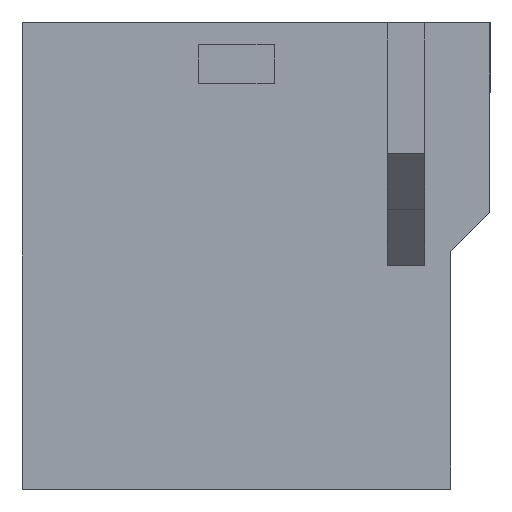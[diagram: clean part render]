
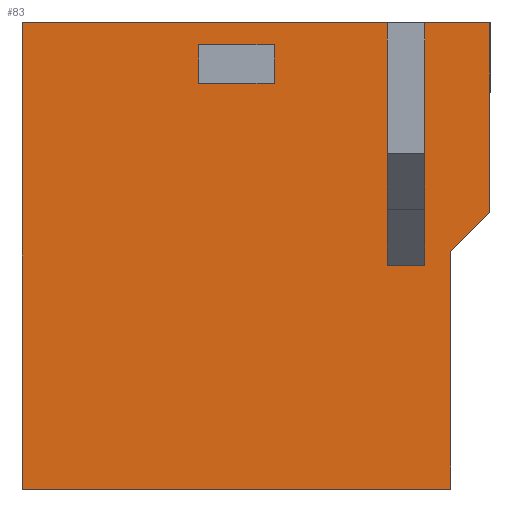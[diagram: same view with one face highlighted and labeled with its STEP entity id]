
A CAD part, left-side view. The second image highlights one B-rep face of the part: STEP entity #83.
In plain terms, the highlighted planar face has unit normal (-1, 0, 0).
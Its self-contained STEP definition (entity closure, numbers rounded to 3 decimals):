
#3 = CARTESIAN_POINT ( 'NONE',  ( -44.8, -16.5, 24. ) ) ;
#12 = DIRECTION ( 'NONE',  ( 0., 1., 0. ) ) ;
#82 = DIRECTION ( 'NONE',  ( 0., -0.707, 0.707 ) ) ;
#83 = ADVANCED_FACE ( 'NONE', ( #691, #797 ), #1511, .F. ) ;
#116 = EDGE_CURVE ( 'NONE', #992, #351, #1928, .T. ) ;
#126 = DIRECTION ( 'NONE',  ( 1., 0., 0. ) ) ;
#173 = ORIENTED_EDGE ( 'NONE', *, *, #1362, .T. ) ;
#181 = EDGE_CURVE ( 'NONE', #961, #995, #1111, .T. ) ;
#183 = DIRECTION ( 'NONE',  ( 0., -1., 0. ) ) ;
#200 = DIRECTION ( 'NONE',  ( 0., -1., 0. ) ) ;
#219 = DIRECTION ( 'NONE',  ( 0., 1., 0. ) ) ;
#239 = VECTOR ( 'NONE', #1460, 1000. ) ;
#268 = LINE ( 'NONE', #770, #645 ) ;
#274 = LINE ( 'NONE', #1303, #720 ) ;
#279 = DIRECTION ( 'NONE',  ( 0., -1., 0. ) ) ;
#293 = CARTESIAN_POINT ( 'NONE',  ( -44.8, 22.7, 50. ) ) ;
#295 = LINE ( 'NONE', #1026, #1994 ) ;
#314 = CARTESIAN_POINT ( 'NONE',  ( -44.8, 3.738, 43.504 ) ) ;
#318 = ORIENTED_EDGE ( 'NONE', *, *, #181, .F. ) ;
#328 = EDGE_CURVE ( 'NONE', #1664, #371, #295, .T. ) ;
#340 = DIRECTION ( 'NONE',  ( 0., 0., 1. ) ) ;
#351 = VERTEX_POINT ( 'NONE', #3 ) ;
#371 = VERTEX_POINT ( 'NONE', #314 ) ;
#409 = LINE ( 'NONE', #592, #1998 ) ;
#419 = VERTEX_POINT ( 'NONE', #1961 ) ;
#454 = DIRECTION ( 'NONE',  ( 0., 0., -1. ) ) ;
#463 = CARTESIAN_POINT ( 'NONE',  ( -44.8, 22.7, 0. ) ) ;
#484 = VERTEX_POINT ( 'NONE', #1951 ) ;
#500 = CARTESIAN_POINT ( 'NONE',  ( -44.8, -27.5, 50. ) ) ;
#520 = CARTESIAN_POINT ( 'NONE',  ( -44.8, -4.338, 47.663 ) ) ;
#524 = CARTESIAN_POINT ( 'NONE',  ( -44.8, 0., 0. ) ) ;
#526 = ORIENTED_EDGE ( 'NONE', *, *, #1633, .T. ) ;
#529 = EDGE_CURVE ( 'NONE', #371, #961, #546, .T. ) ;
#536 = ORIENTED_EDGE ( 'NONE', *, *, #1777, .F. ) ;
#546 = LINE ( 'NONE', #1243, #2180 ) ;
#572 = EDGE_CURVE ( 'NONE', #761, #419, #268, .T. ) ;
#592 = CARTESIAN_POINT ( 'NONE',  ( -44.8, 22.7, 1. ) ) ;
#618 = CARTESIAN_POINT ( 'NONE',  ( -44.8, -20.5, 24. ) ) ;
#623 = CARTESIAN_POINT ( 'NONE',  ( -44.8, 0., 1. ) ) ;
#645 = VECTOR ( 'NONE', #279, 1000. ) ;
#663 = VERTEX_POINT ( 'NONE', #463 ) ;
#691 = FACE_BOUND ( 'NONE', #1071, .T. ) ;
#695 = CARTESIAN_POINT ( 'NONE',  ( -44.8, 22.7, 50. ) ) ;
#720 = VECTOR ( 'NONE', #82, 1000. ) ;
#722 = VECTOR ( 'NONE', #1354, 1000. ) ;
#761 = VERTEX_POINT ( 'NONE', #293 ) ;
#770 = CARTESIAN_POINT ( 'NONE',  ( -44.8, 22.7, 50. ) ) ;
#797 = FACE_OUTER_BOUND ( 'NONE', #1800, .T. ) ;
#811 = CARTESIAN_POINT ( 'NONE',  ( -44.8, 3.738, 47.663 ) ) ;
#850 = DIRECTION ( 'NONE',  ( 0., 0., -1. ) ) ;
#893 = EDGE_CURVE ( 'NONE', #995, #1664, #913, .T. ) ;
#896 = VECTOR ( 'NONE', #12, 1000. ) ;
#905 = VECTOR ( 'NONE', #340, 1000. ) ;
#910 = LINE ( 'NONE', #1486, #1307 ) ;
#913 = LINE ( 'NONE', #520, #1448 ) ;
#946 = CARTESIAN_POINT ( 'NONE',  ( -44.8, -4.338, 47.663 ) ) ;
#951 = EDGE_CURVE ( 'NONE', #761, #663, #409, .T. ) ;
#956 = ORIENTED_EDGE ( 'NONE', *, *, #529, .F. ) ;
#961 = VERTEX_POINT ( 'NONE', #1132 ) ;
#970 = VERTEX_POINT ( 'NONE', #1319 ) ;
#992 = VERTEX_POINT ( 'NONE', #618 ) ;
#995 = VERTEX_POINT ( 'NONE', #946 ) ;
#998 = DIRECTION ( 'NONE',  ( 0., 0., 1. ) ) ;
#1026 = CARTESIAN_POINT ( 'NONE',  ( -44.8, 3.738, 43.504 ) ) ;
#1071 = EDGE_LOOP ( 'NONE', ( #1515, #1977, #318, #956 ) ) ;
#1094 = ORIENTED_EDGE ( 'NONE', *, *, #116, .T. ) ;
#1103 = EDGE_CURVE ( 'NONE', #992, #970, #1213, .T. ) ;
#1107 = DIRECTION ( 'NONE',  ( 0., 0., -1. ) ) ;
#1111 = LINE ( 'NONE', #2032, #239 ) ;
#1132 = CARTESIAN_POINT ( 'NONE',  ( -44.8, -4.338, 43.504 ) ) ;
#1134 = CARTESIAN_POINT ( 'NONE',  ( -44.8, -23.3, 25.5 ) ) ;
#1167 = CARTESIAN_POINT ( 'NONE',  ( -44.8, -16.5, 30. ) ) ;
#1198 = LINE ( 'NONE', #695, #1494 ) ;
#1209 = CARTESIAN_POINT ( 'NONE',  ( -44.8, -27.5, 30. ) ) ;
#1213 = LINE ( 'NONE', #1558, #1563 ) ;
#1243 = CARTESIAN_POINT ( 'NONE',  ( -44.8, -4.338, 43.504 ) ) ;
#1303 = CARTESIAN_POINT ( 'NONE',  ( -44.8, 0.6, 1.6 ) ) ;
#1307 = VECTOR ( 'NONE', #1612, 1000. ) ;
#1319 = CARTESIAN_POINT ( 'NONE',  ( -44.8, -20.5, 50. ) ) ;
#1337 = LINE ( 'NONE', #1167, #722 ) ;
#1354 = DIRECTION ( 'NONE',  ( 0., 0., 1. ) ) ;
#1358 = ORIENTED_EDGE ( 'NONE', *, *, #2209, .T. ) ;
#1362 = EDGE_CURVE ( 'NONE', #1981, #484, #274, .T. ) ;
#1363 = CARTESIAN_POINT ( 'NONE',  ( -44.8, -23.3, 0. ) ) ;
#1413 = ORIENTED_EDGE ( 'NONE', *, *, #2221, .T. ) ;
#1448 = VECTOR ( 'NONE', #219, 1000. ) ;
#1460 = DIRECTION ( 'NONE',  ( 0., 0., 1. ) ) ;
#1485 = AXIS2_PLACEMENT_3D ( 'NONE', #623, #126, #454 ) ;
#1486 = CARTESIAN_POINT ( 'NONE',  ( -44.8, -23.3, 1. ) ) ;
#1494 = VECTOR ( 'NONE', #2094, 1000. ) ;
#1511 = PLANE ( 'NONE',  #1485 ) ;
#1515 = ORIENTED_EDGE ( 'NONE', *, *, #328, .F. ) ;
#1558 = CARTESIAN_POINT ( 'NONE',  ( -44.8, -20.5, 30. ) ) ;
#1563 = VECTOR ( 'NONE', #998, 1000. ) ;
#1599 = EDGE_CURVE ( 'NONE', #1981, #1701, #910, .T. ) ;
#1612 = DIRECTION ( 'NONE',  ( 0., 0., -1. ) ) ;
#1633 = EDGE_CURVE ( 'NONE', #351, #419, #1337, .T. ) ;
#1664 = VERTEX_POINT ( 'NONE', #811 ) ;
#1701 = VERTEX_POINT ( 'NONE', #1363 ) ;
#1717 = VECTOR ( 'NONE', #183, 1000. ) ;
#1745 = CARTESIAN_POINT ( 'NONE',  ( -44.8, 0., 24. ) ) ;
#1777 = EDGE_CURVE ( 'NONE', #970, #2160, #1198, .T. ) ;
#1800 = EDGE_LOOP ( 'NONE', ( #1901, #1094, #526, #2226, #2170, #1358, #1972, #173, #1413, #536 ) ) ;
#1901 = ORIENTED_EDGE ( 'NONE', *, *, #1103, .F. ) ;
#1928 = LINE ( 'NONE', #1745, #896 ) ;
#1951 = CARTESIAN_POINT ( 'NONE',  ( -44.8, -27.5, 29.7 ) ) ;
#1961 = CARTESIAN_POINT ( 'NONE',  ( -44.8, -16.5, 50. ) ) ;
#1972 = ORIENTED_EDGE ( 'NONE', *, *, #1599, .F. ) ;
#1977 = ORIENTED_EDGE ( 'NONE', *, *, #893, .F. ) ;
#1981 = VERTEX_POINT ( 'NONE', #1134 ) ;
#1994 = VECTOR ( 'NONE', #850, 1000. ) ;
#1998 = VECTOR ( 'NONE', #1107, 1000. ) ;
#2032 = CARTESIAN_POINT ( 'NONE',  ( -44.8, -4.338, 43.504 ) ) ;
#2051 = LINE ( 'NONE', #1209, #905 ) ;
#2094 = DIRECTION ( 'NONE',  ( 0., -1., 0. ) ) ;
#2160 = VERTEX_POINT ( 'NONE', #500 ) ;
#2170 = ORIENTED_EDGE ( 'NONE', *, *, #951, .T. ) ;
#2180 = VECTOR ( 'NONE', #200, 1000. ) ;
#2209 = EDGE_CURVE ( 'NONE', #663, #1701, #2246, .T. ) ;
#2221 = EDGE_CURVE ( 'NONE', #484, #2160, #2051, .T. ) ;
#2226 = ORIENTED_EDGE ( 'NONE', *, *, #572, .F. ) ;
#2246 = LINE ( 'NONE', #524, #1717 ) ;
